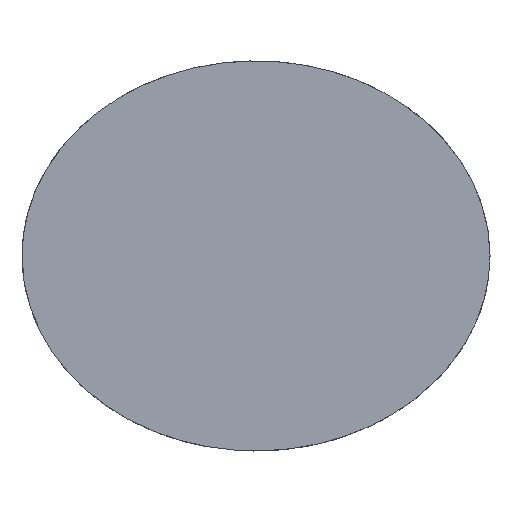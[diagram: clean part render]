
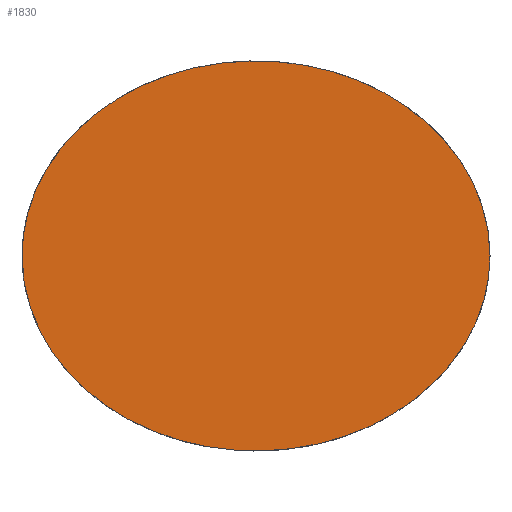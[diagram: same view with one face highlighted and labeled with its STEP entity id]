
A CAD part, top view. The second image highlights one B-rep face of the part: STEP entity #1830.
In plain terms, the highlighted planar face has unit normal (0, 0, 1).
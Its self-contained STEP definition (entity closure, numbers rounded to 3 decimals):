
#496=CARTESIAN_POINT('Vertex',(-1500.,0.,400.)) ;
#500=CARTESIAN_POINT('Control Point',(1500.,0.,400.)) ;
#501=CARTESIAN_POINT('Control Point',(1500.,95.329,400.)) ;
#502=CARTESIAN_POINT('Control Point',(1489.095,190.658,400.)) ;
#503=CARTESIAN_POINT('Control Point',(1467.284,284.832,400.)) ;
#504=CARTESIAN_POINT('Control Point',(1401.543,470.944,400.)) ;
#505=CARTESIAN_POINT('Control Point',(1294.258,643.175,400.)) ;
#506=CARTESIAN_POINT('Control Point',(1229.83,725.675,400.)) ;
#507=CARTESIAN_POINT('Control Point',(1079.876,881.784,400.)) ;
#508=CARTESIAN_POINT('Control Point',(895.885,1010.249,400.)) ;
#509=CARTESIAN_POINT('Control Point',(794.667,1067.442,400.)) ;
#510=CARTESIAN_POINT('Control Point',(577.289,1165.065,400.)) ;
#511=CARTESIAN_POINT('Control Point',(340.629,1223.975,400.)) ;
#512=CARTESIAN_POINT('Control Point',(217.673,1243.296,400.)) ;
#513=CARTESIAN_POINT('Control Point',(-31.153,1260.44,400.)) ;
#514=CARTESIAN_POINT('Control Point',(-278.916,1234.763,400.)) ;
#515=CARTESIAN_POINT('Control Point',(-400.71,1211.262,400.)) ;
#516=CARTESIAN_POINT('Control Point',(-633.923,1144.405,400.)) ;
#517=CARTESIAN_POINT('Control Point',(-846.028,1039.638,400.)) ;
#518=CARTESIAN_POINT('Control Point',(-944.169,979.203,400.)) ;
#519=CARTESIAN_POINT('Control Point',(-1121.402,844.958,400.)) ;
#520=CARTESIAN_POINT('Control Point',(-1263.449,684.346,400.)) ;
#521=CARTESIAN_POINT('Control Point',(-1323.76,599.975,400.)) ;
#522=CARTESIAN_POINT('Control Point',(-1417.665,433.476,400.)) ;
#523=CARTESIAN_POINT('Control Point',(-1473.669,255.731,400.)) ;
#524=CARTESIAN_POINT('Control Point',(-1491.223,171.043,400.)) ;
#525=CARTESIAN_POINT('Control Point',(-1500.,85.522,400.)) ;
#526=CARTESIAN_POINT('Control Point',(-1500.,0.,400.)) ;
#527=CARTESIAN_POINT('Vertex',(1500.,0.,400.)) ;
#751=CARTESIAN_POINT('Control Point',(-1500.,0.,400.)) ;
#752=CARTESIAN_POINT('Control Point',(-1500.,-95.329,400.)) ;
#753=CARTESIAN_POINT('Control Point',(-1489.095,-190.658,400.)) ;
#754=CARTESIAN_POINT('Control Point',(-1467.284,-284.832,400.)) ;
#755=CARTESIAN_POINT('Control Point',(-1401.543,-470.944,400.)) ;
#756=CARTESIAN_POINT('Control Point',(-1294.258,-643.175,400.)) ;
#757=CARTESIAN_POINT('Control Point',(-1229.83,-725.675,400.)) ;
#758=CARTESIAN_POINT('Control Point',(-1079.876,-881.784,400.)) ;
#759=CARTESIAN_POINT('Control Point',(-895.885,-1010.249,400.)) ;
#760=CARTESIAN_POINT('Control Point',(-794.667,-1067.442,400.)) ;
#761=CARTESIAN_POINT('Control Point',(-577.289,-1165.065,400.)) ;
#762=CARTESIAN_POINT('Control Point',(-340.629,-1223.975,400.)) ;
#763=CARTESIAN_POINT('Control Point',(-217.673,-1243.296,400.)) ;
#764=CARTESIAN_POINT('Control Point',(31.153,-1260.44,400.)) ;
#765=CARTESIAN_POINT('Control Point',(278.916,-1234.763,400.)) ;
#766=CARTESIAN_POINT('Control Point',(400.71,-1211.262,400.)) ;
#767=CARTESIAN_POINT('Control Point',(633.923,-1144.405,400.)) ;
#768=CARTESIAN_POINT('Control Point',(846.028,-1039.638,400.)) ;
#769=CARTESIAN_POINT('Control Point',(944.169,-979.203,400.)) ;
#770=CARTESIAN_POINT('Control Point',(1121.402,-844.958,400.)) ;
#771=CARTESIAN_POINT('Control Point',(1263.449,-684.346,400.)) ;
#772=CARTESIAN_POINT('Control Point',(1323.76,-599.975,400.)) ;
#773=CARTESIAN_POINT('Control Point',(1417.665,-433.476,400.)) ;
#774=CARTESIAN_POINT('Control Point',(1473.669,-255.731,400.)) ;
#775=CARTESIAN_POINT('Control Point',(1491.223,-171.043,400.)) ;
#776=CARTESIAN_POINT('Control Point',(1500.,-85.522,400.)) ;
#777=CARTESIAN_POINT('Control Point',(1500.,0.,400.)) ;
#1821=CARTESIAN_POINT('Axis2P3D Location',(0.,0.,400.)) ;
#1822=DIRECTION('Axis2P3D Direction',(0.,0.,1.)) ;
#1823=DIRECTION('Axis2P3D XDirection',(1.,0.,-0.)) ;
#1824=AXIS2_PLACEMENT_3D('Plane Axis2P3D',#1821,#1822,#1823) ;
#1827=ORIENTED_EDGE('',*,*,#529,.T.) ;
#1828=ORIENTED_EDGE('',*,*,#778,.T.) ;
#1830=ADVANCED_FACE('Cortar-Extruir1',(#1829),#1825,.T.) ;
#499=B_SPLINE_CURVE_WITH_KNOTS('',5,(#500,#501,#502,#503,#504,#505,#506,#507,#508,#509,#510,#511,#512,#513,#514,#515,#516,#517,#518,#519,#520,#521,#522,#523,#524,#525,#526),.UNSPECIFIED.,.F.,.U.,(6,3,3,3,3,3,3,3,6),(0.,1052.945,2133.208,3251.127,4394.559,5537.032,6652.577,7730.389,8675.006),.UNSPECIFIED.) ;
#750=B_SPLINE_CURVE_WITH_KNOTS('',5,(#751,#752,#753,#754,#755,#756,#757,#758,#759,#760,#761,#762,#763,#764,#765,#766,#767,#768,#769,#770,#771,#772,#773,#774,#775,#776,#777),.UNSPECIFIED.,.F.,.U.,(6,3,3,3,3,3,3,3,6),(0.,1052.945,2133.208,3251.127,4394.559,5537.032,6652.577,7730.389,8675.006),.UNSPECIFIED.) ;
#529=EDGE_CURVE('',#528,#497,#499,.T.) ;
#778=EDGE_CURVE('',#497,#528,#750,.T.) ;
#1826=EDGE_LOOP('',(#1827,#1828)) ;
#1829=FACE_OUTER_BOUND('',#1826,.T.) ;
#1825=PLANE('Plane',#1824) ;
#497=VERTEX_POINT('',#496) ;
#528=VERTEX_POINT('',#527) ;
